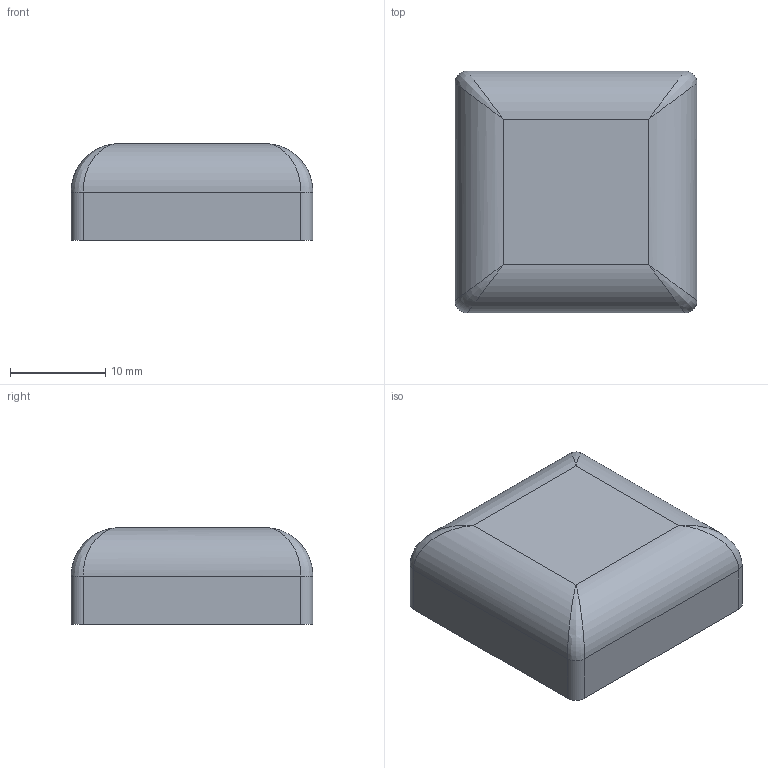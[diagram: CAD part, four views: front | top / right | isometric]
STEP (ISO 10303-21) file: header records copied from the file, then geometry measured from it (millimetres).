
FILE_DESCRIPTION (( 'STEP AP214' ), '1' );
FILE_NAME ('dc-dc-brick.STEP', '2024-03-05T05:34:17', ( '' ), ( '' ), 'SwSTEP 2.0', 'SolidWorks 2023', '' );
FILE_SCHEMA (( 'AUTOMOTIVE_DESIGN' ));
Length unit declared in the file: inch
Products named in the file (1): dc-dc-brick
Bounding box: 25.4 x 25.4 x 10.16 mm (x, y, z)
Volume: 6030.9 mm3; surface area: 2066 mm2
Topology: 1 solids, 1 shells, 18 faces, 40 edges, 20 vertices
Faces by surface type: cylinder 8, plane 6, bspline 4
Entity records: 627 total; most frequent: CARTESIAN_POINT 263, ORIENTED_EDGE 72, DIRECTION 66, EDGE_CURVE 36, AXIS2_PLACEMENT_3D 23, LINE 20, VECTOR 20, VERTEX_POINT 20
